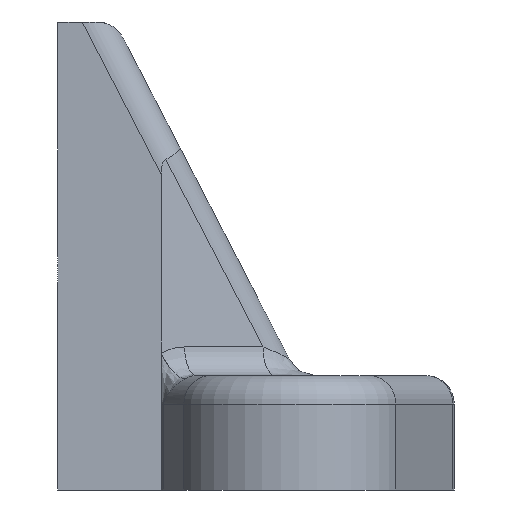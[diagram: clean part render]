
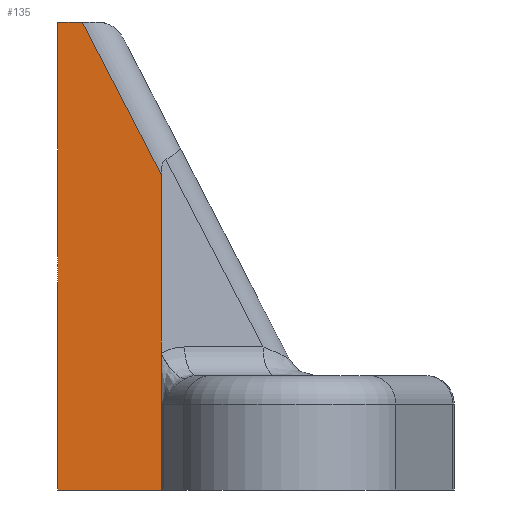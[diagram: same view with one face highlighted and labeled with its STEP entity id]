
A CAD part, left-side view. The second image highlights one B-rep face of the part: STEP entity #135.
In plain terms, the highlighted planar face has unit normal (-1, 0, 0).
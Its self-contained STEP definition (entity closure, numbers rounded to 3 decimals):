
#135=ADVANCED_FACE('',(#314),#315,.F.);
#314=FACE_OUTER_BOUND('',#600,.T.);
#315=PLANE('',#601);
#600=EDGE_LOOP('',(#1313,#1314,#1315,#1316,#1317,#1318,#1319));
#601=AXIS2_PLACEMENT_3D('',#1320,#1321,#1322);
#1313=ORIENTED_EDGE('',*,*,#1838,.F.);
#1314=ORIENTED_EDGE('',*,*,#1867,.T.);
#1315=ORIENTED_EDGE('',*,*,#1896,.F.);
#1316=ORIENTED_EDGE('',*,*,#1897,.T.);
#1317=ORIENTED_EDGE('',*,*,#1898,.T.);
#1318=ORIENTED_EDGE('',*,*,#1805,.F.);
#1319=ORIENTED_EDGE('',*,*,#1899,.F.);
#1320=CARTESIAN_POINT('',(-7.496,-97.021,21.789));
#1321=DIRECTION('',(1.0,0.0,-0.0));
#1322=DIRECTION('',(0.0,0.0,1.0));
#1805=EDGE_CURVE('',#2081,#2083,#2084,.T.);
#1838=EDGE_CURVE('',#2140,#2141,#2142,.T.);
#1867=EDGE_CURVE('',#2140,#2187,#2188,.F.);
#1896=EDGE_CURVE('',#2235,#2187,#2236,.T.);
#1897=EDGE_CURVE('',#2235,#2237,#2238,.T.);
#1898=EDGE_CURVE('',#2237,#2083,#2239,.T.);
#1899=EDGE_CURVE('',#2141,#2081,#2240,.T.);
#2081=VERTEX_POINT('',#2471);
#2083=VERTEX_POINT('',#2473);
#2084=LINE('',#2474,#2475);
#2140=VERTEX_POINT('',#2587);
#2141=VERTEX_POINT('',#2588);
#2142=LINE('',#2589,#2590);
#2187=VERTEX_POINT('',#2650);
#2188=LINE('',#2651,#2652);
#2235=VERTEX_POINT('',#2715);
#2236=LINE('',#2716,#2717);
#2237=VERTEX_POINT('',#2718);
#2238=LINE('',#2719,#2720);
#2239=LINE('',#2721,#2722);
#2240=LINE('',#2723,#2724);
#2471=CARTESIAN_POINT('',(-7.496,-100.641,8.428));
#2473=CARTESIAN_POINT('',(-7.496,-100.641,5.428));
#2474=CARTESIAN_POINT('',(-7.496,-100.641,21.789));
#2475=VECTOR('',#3088,1.0);
#2587=CARTESIAN_POINT('',(-7.496,-100.641,16.473));
#2588=CARTESIAN_POINT('',(-7.496,-100.641,10.216));
#2589=CARTESIAN_POINT('',(-7.496,-100.641,21.789));
#2590=VECTOR('',#3138,1.0);
#2650=CARTESIAN_POINT('',(-7.496,-97.885,21.789));
#2651=CARTESIAN_POINT('',(-7.496,-98.124,21.329));
#2652=VECTOR('',#3178,1.0);
#2715=CARTESIAN_POINT('',(-7.496,-97.021,21.789));
#2716=CARTESIAN_POINT('',(-7.496,-97.021,21.789));
#2717=VECTOR('',#3216,1.0);
#2718=CARTESIAN_POINT('',(-7.496,-97.021,5.428));
#2719=CARTESIAN_POINT('',(-7.496,-97.021,21.789));
#2720=VECTOR('',#3217,1.0);
#2721=CARTESIAN_POINT('',(-7.496,-97.021,5.428));
#2722=VECTOR('',#3218,1.0);
#2723=CARTESIAN_POINT('',(-7.496,-100.641,21.789));
#2724=VECTOR('',#3219,1.0);
#3088=DIRECTION('',(0.0,0.0,-1.0));
#3138=DIRECTION('',(0.0,0.0,-1.0));
#3178=DIRECTION('',(0.0,-0.46,-0.888));
#3216=DIRECTION('',(0.0,-1.0,0.0));
#3217=DIRECTION('',(0.0,0.0,-1.0));
#3218=DIRECTION('',(0.0,-1.0,0.0));
#3219=DIRECTION('',(0.0,0.0,-1.0));
